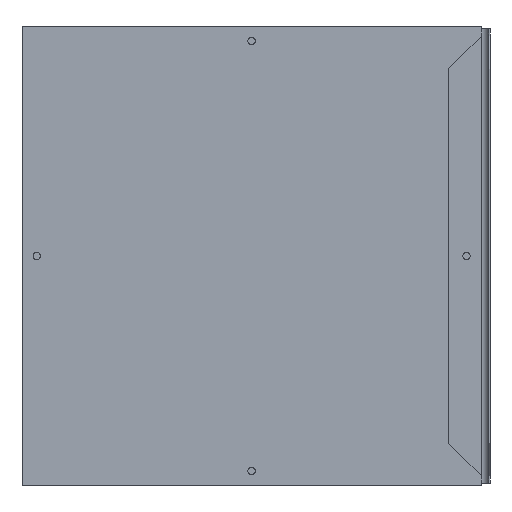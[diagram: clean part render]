
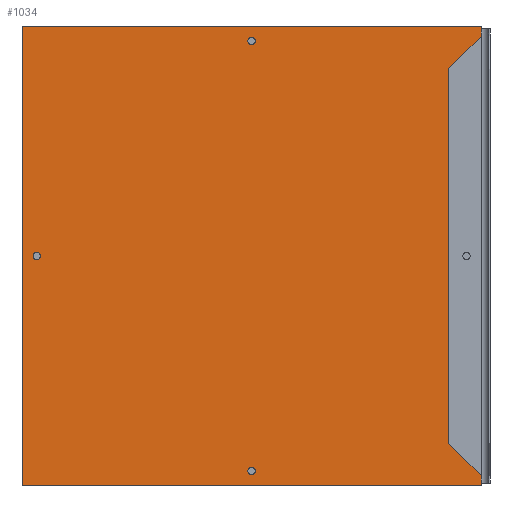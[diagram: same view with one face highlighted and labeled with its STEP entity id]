
A CAD part, top view. The second image highlights one B-rep face of the part: STEP entity #1034.
In plain terms, the highlighted face is planar.
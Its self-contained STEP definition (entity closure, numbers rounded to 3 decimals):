
#2 = FACE_BOUND ( 'NONE', #1002, .T. ) ;
#5 = VERTEX_POINT ( 'NONE', #419 ) ;
#23 = VERTEX_POINT ( 'NONE', #226 ) ;
#45 = ORIENTED_EDGE ( 'NONE', *, *, #292, .F. ) ;
#71 = VECTOR ( 'NONE', #628, 1000. ) ;
#84 = EDGE_LOOP ( 'NONE', ( #942, #138 ) ) ;
#90 = CIRCLE ( 'NONE', #849, 5. ) ;
#109 = DIRECTION ( 'NONE',  ( 0., 0., -1. ) ) ;
#114 = EDGE_LOOP ( 'NONE', ( #141, #410 ) ) ;
#138 = ORIENTED_EDGE ( 'NONE', *, *, #643, .F. ) ;
#141 = ORIENTED_EDGE ( 'NONE', *, *, #734, .F. ) ;
#143 = VECTOR ( 'NONE', #199, 1000. ) ;
#170 = DIRECTION ( 'NONE',  ( 0., 0., -1. ) ) ;
#172 = CIRCLE ( 'NONE', #561, 5. ) ;
#192 = AXIS2_PLACEMENT_3D ( 'NONE', #463, #170, #1206 ) ;
#197 = CARTESIAN_POINT ( 'NONE',  ( -5., -293., 0. ) ) ;
#199 = DIRECTION ( 'NONE',  ( 0., 1., 0. ) ) ;
#201 = PLANE ( 'NONE',  #1132 ) ;
#215 = CARTESIAN_POINT ( 'NONE',  ( 313., 313., 0. ) ) ;
#226 = CARTESIAN_POINT ( 'NONE',  ( 313., 313., 0. ) ) ;
#231 = CARTESIAN_POINT ( 'NONE',  ( 5., 293., 0. ) ) ;
#233 = ORIENTED_EDGE ( 'NONE', *, *, #895, .F. ) ;
#268 = CARTESIAN_POINT ( 'NONE',  ( -313., 313., 0. ) ) ;
#287 = FACE_BOUND ( 'NONE', #84, .T. ) ;
#292 = EDGE_CURVE ( 'NONE', #1148, #1055, #432, .T. ) ;
#293 = CARTESIAN_POINT ( 'NONE',  ( 293., 0., 0. ) ) ;
#299 = VERTEX_POINT ( 'NONE', #793 ) ;
#305 = VERTEX_POINT ( 'NONE', #616 ) ;
#320 = DIRECTION ( 'NONE',  ( 1., 0., 0. ) ) ;
#322 = ORIENTED_EDGE ( 'NONE', *, *, #659, .F. ) ;
#324 = LINE ( 'NONE', #692, #664 ) ;
#326 = DIRECTION ( 'NONE',  ( 0., 0., -1. ) ) ;
#331 = EDGE_LOOP ( 'NONE', ( #45, #233 ) ) ;
#336 = DIRECTION ( 'NONE',  ( 1., 0., 0. ) ) ;
#337 = VERTEX_POINT ( 'NONE', #231 ) ;
#342 = EDGE_CURVE ( 'NONE', #498, #678, #344, .T. ) ;
#344 = LINE ( 'NONE', #536, #71 ) ;
#349 = AXIS2_PLACEMENT_3D ( 'NONE', #886, #529, #336 ) ;
#354 = DIRECTION ( 'NONE',  ( 1., 0., 0. ) ) ;
#367 = AXIS2_PLACEMENT_3D ( 'NONE', #791, #801, #702 ) ;
#370 = CIRCLE ( 'NONE', #684, 5. ) ;
#373 = FACE_BOUND ( 'NONE', #114, .T. ) ;
#377 = FACE_OUTER_BOUND ( 'NONE', #509, .T. ) ;
#395 = ORIENTED_EDGE ( 'NONE', *, *, #945, .F. ) ;
#400 = DIRECTION ( 'NONE',  ( 0., 0., -1. ) ) ;
#410 = ORIENTED_EDGE ( 'NONE', *, *, #819, .F. ) ;
#419 = CARTESIAN_POINT ( 'NONE',  ( -5., 293., 0. ) ) ;
#432 = CIRCLE ( 'NONE', #1028, 5. ) ;
#438 = EDGE_CURVE ( 'NONE', #5, #337, #370, .T. ) ;
#463 = CARTESIAN_POINT ( 'NONE',  ( 0., -293., 0. ) ) ;
#498 = VERTEX_POINT ( 'NONE', #268 ) ;
#509 = EDGE_LOOP ( 'NONE', ( #910, #395, #673, #582 ) ) ;
#529 = DIRECTION ( 'NONE',  ( 0., 0., -1. ) ) ;
#536 = CARTESIAN_POINT ( 'NONE',  ( -313., 313., 0. ) ) ;
#540 = VERTEX_POINT ( 'NONE', #1026 ) ;
#542 = CARTESIAN_POINT ( 'NONE',  ( 0., 293., 0. ) ) ;
#561 = AXIS2_PLACEMENT_3D ( 'NONE', #953, #400, #864 ) ;
#582 = ORIENTED_EDGE ( 'NONE', *, *, #742, .F. ) ;
#586 = CARTESIAN_POINT ( 'NONE',  ( -313., -313., 0. ) ) ;
#595 = CARTESIAN_POINT ( 'NONE',  ( 0., -293., 0. ) ) ;
#597 = ORIENTED_EDGE ( 'NONE', *, *, #438, .F. ) ;
#616 = CARTESIAN_POINT ( 'NONE',  ( 288., 0., 0. ) ) ;
#628 = DIRECTION ( 'NONE',  ( 0., -1., 0. ) ) ;
#643 = EDGE_CURVE ( 'NONE', #305, #540, #90, .T. ) ;
#659 = EDGE_CURVE ( 'NONE', #337, #5, #172, .T. ) ;
#664 = VECTOR ( 'NONE', #713, 1000. ) ;
#667 = CARTESIAN_POINT ( 'NONE',  ( 0., 0., 0. ) ) ;
#673 = ORIENTED_EDGE ( 'NONE', *, *, #342, .F. ) ;
#678 = VERTEX_POINT ( 'NONE', #586 ) ;
#684 = AXIS2_PLACEMENT_3D ( 'NONE', #542, #913, #1177 ) ;
#692 = CARTESIAN_POINT ( 'NONE',  ( -313., 313., 0. ) ) ;
#698 = CARTESIAN_POINT ( 'NONE',  ( -298., 0., 0. ) ) ;
#701 = CARTESIAN_POINT ( 'NONE',  ( 5., -293., 0. ) ) ;
#702 = DIRECTION ( 'NONE',  ( 1., 0., 0. ) ) ;
#713 = DIRECTION ( 'NONE',  ( -1., 0., 0. ) ) ;
#717 = DIRECTION ( 'NONE',  ( 0., 0., -1. ) ) ;
#734 = EDGE_CURVE ( 'NONE', #1175, #808, #894, .T. ) ;
#742 = EDGE_CURVE ( 'NONE', #23, #498, #324, .T. ) ;
#744 = CARTESIAN_POINT ( 'NONE',  ( -313., -313., 0. ) ) ;
#748 = DIRECTION ( 'NONE',  ( 0., 0., 1. ) ) ;
#751 = FACE_BOUND ( 'NONE', #331, .T. ) ;
#791 = CARTESIAN_POINT ( 'NONE',  ( -293., 0., 0. ) ) ;
#793 = CARTESIAN_POINT ( 'NONE',  ( 313., -313., 0. ) ) ;
#801 = DIRECTION ( 'NONE',  ( 0., 0., -1. ) ) ;
#808 = VERTEX_POINT ( 'NONE', #698 ) ;
#819 = EDGE_CURVE ( 'NONE', #808, #1175, #875, .T. ) ;
#825 = CIRCLE ( 'NONE', #192, 5. ) ;
#836 = CARTESIAN_POINT ( 'NONE',  ( 293., 0., 0. ) ) ;
#848 = DIRECTION ( 'NONE',  ( 1., 0., 0. ) ) ;
#849 = AXIS2_PLACEMENT_3D ( 'NONE', #293, #109, #947 ) ;
#864 = DIRECTION ( 'NONE',  ( 1., 0., 0. ) ) ;
#869 = EDGE_CURVE ( 'NONE', #540, #305, #1099, .T. ) ;
#875 = CIRCLE ( 'NONE', #349, 5. ) ;
#886 = CARTESIAN_POINT ( 'NONE',  ( -293., 0., 0. ) ) ;
#894 = CIRCLE ( 'NONE', #367, 5. ) ;
#895 = EDGE_CURVE ( 'NONE', #1055, #1148, #825, .T. ) ;
#910 = ORIENTED_EDGE ( 'NONE', *, *, #1081, .F. ) ;
#913 = DIRECTION ( 'NONE',  ( 0., 0., -1. ) ) ;
#942 = ORIENTED_EDGE ( 'NONE', *, *, #869, .F. ) ;
#945 = EDGE_CURVE ( 'NONE', #678, #299, #1198, .T. ) ;
#947 = DIRECTION ( 'NONE',  ( 1., 0., 0. ) ) ;
#953 = CARTESIAN_POINT ( 'NONE',  ( 0., 293., 0. ) ) ;
#971 = CARTESIAN_POINT ( 'NONE',  ( -288., 0., 0. ) ) ;
#1002 = EDGE_LOOP ( 'NONE', ( #322, #597 ) ) ;
#1020 = AXIS2_PLACEMENT_3D ( 'NONE', #836, #717, #1102 ) ;
#1026 = CARTESIAN_POINT ( 'NONE',  ( 298., 0., 0. ) ) ;
#1027 = LINE ( 'NONE', #215, #143 ) ;
#1028 = AXIS2_PLACEMENT_3D ( 'NONE', #595, #326, #320 ) ;
#1034 = ADVANCED_FACE ( 'NONE', ( #373, #751, #287, #2, #377 ), #201, .F. ) ;
#1055 = VERTEX_POINT ( 'NONE', #197 ) ;
#1081 = EDGE_CURVE ( 'NONE', #299, #23, #1027, .T. ) ;
#1099 = CIRCLE ( 'NONE', #1020, 5. ) ;
#1102 = DIRECTION ( 'NONE',  ( 1., 0., 0. ) ) ;
#1132 = AXIS2_PLACEMENT_3D ( 'NONE', #667, #748, #848 ) ;
#1148 = VERTEX_POINT ( 'NONE', #701 ) ;
#1175 = VERTEX_POINT ( 'NONE', #971 ) ;
#1177 = DIRECTION ( 'NONE',  ( 1., 0., 0. ) ) ;
#1193 = VECTOR ( 'NONE', #354, 1000. ) ;
#1198 = LINE ( 'NONE', #744, #1193 ) ;
#1206 = DIRECTION ( 'NONE',  ( 1., 0., 0. ) ) ;
